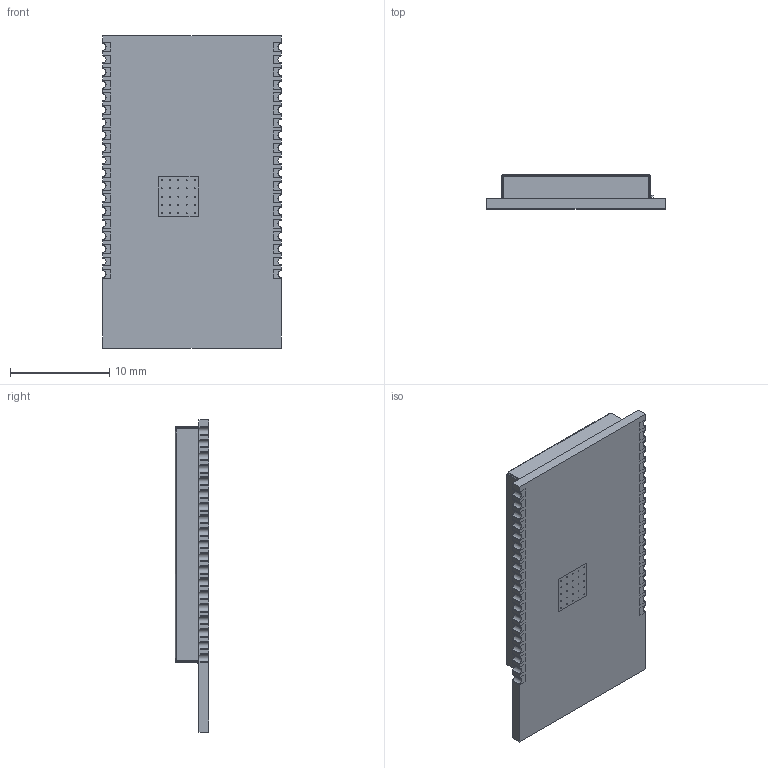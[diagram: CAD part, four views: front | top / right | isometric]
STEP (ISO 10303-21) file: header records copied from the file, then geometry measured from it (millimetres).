
FILE_DESCRIPTION (( 'STEP AP214' ), '1' );
FILE_NAME ('ESP32-WROVE.STEP', '2024-06-26T22:24:02', ( '' ), ( '' ), 'SwSTEP 2.0', 'SolidWorks 2021', '' );
FILE_SCHEMA (( 'AUTOMOTIVE_DESIGN' ));
Length unit declared in the file: millimetre
Products named in the file (1): ESP32-WROVE
Bounding box: 18 x 3.4 x 31.4 mm (x, y, z)
Volume: 612.3 mm3; surface area: 2523.1 mm2
Topology: 46 solids, 46 shells, 853 faces, 2215 edges, 1454 vertices
Faces by surface type: plane 665, cylinder 168, bspline 14, cone 6
Entity records: 26587 total; most frequent: CARTESIAN_POINT 5079, ORIENTED_EDGE 4422, DIRECTION 4100, EDGE_CURVE 2211, VECTOR 1898, LINE 1898, VERTEX_POINT 1454, AXIS2_PLACEMENT_3D 1101
